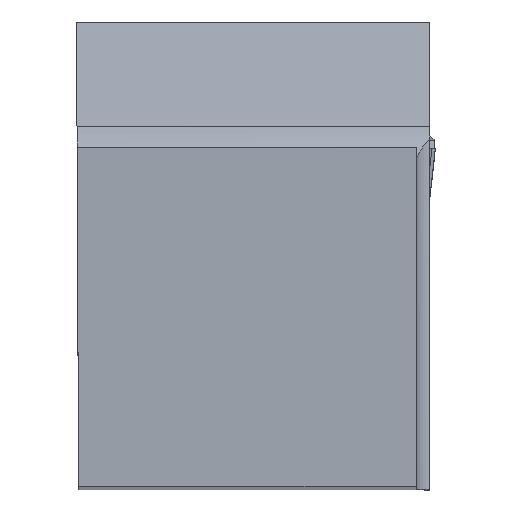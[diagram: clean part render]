
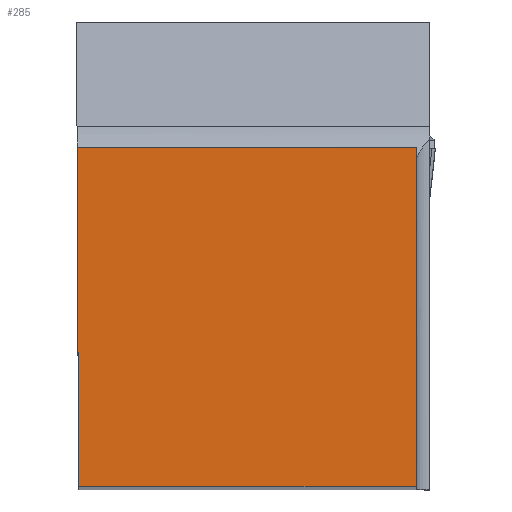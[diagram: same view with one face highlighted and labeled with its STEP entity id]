
A CAD part, top view. The second image highlights one B-rep face of the part: STEP entity #285.
In plain terms, the highlighted planar face has unit normal (0, 0, 1).
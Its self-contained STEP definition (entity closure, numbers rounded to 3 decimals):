
#285=ADVANCED_FACE('CU_BACK_SU1',(#438),#384,.F.);
#384=PLANE('',#1994);
#438=FACE_OUTER_BOUND('',#542,.T.);
#542=EDGE_LOOP('',(#772,#773,#774,#775));
#772=ORIENTED_EDGE('',*,*,#1390,.T.);
#773=ORIENTED_EDGE('',*,*,#1434,.F.);
#774=ORIENTED_EDGE('',*,*,#1405,.T.);
#775=ORIENTED_EDGE('',*,*,#1402,.T.);
#1215=VERTEX_POINT('',#2591);
#1216=VERTEX_POINT('',#2593);
#1225=VERTEX_POINT('',#2615);
#1227=VERTEX_POINT('',#2621);
#1390=EDGE_CURVE('',#1216,#1215,#1651,.T.);
#1402=EDGE_CURVE('',#1225,#1216,#1660,.T.);
#1405=EDGE_CURVE('',#1227,#1225,#1663,.T.);
#1434=EDGE_CURVE('',#1227,#1215,#1685,.T.);
#1651=LINE('',#2592,#1794);
#1660=LINE('',#2614,#1803);
#1663=LINE('',#2620,#1806);
#1685=LINE('',#2701,#1828);
#1794=VECTOR('',#2158,1.);
#1803=VECTOR('',#2175,1.);
#1806=VECTOR('',#2180,1.);
#1828=VECTOR('',#2240,1.);
#1994=AXIS2_PLACEMENT_3D('',#2702,#2241,#2242);
#2158=DIRECTION('',(1.,0.,0.));
#2175=DIRECTION('',(0.004,-1.,0.));
#2180=DIRECTION('',(-1.,0.,0.));
#2240=DIRECTION('',(0.,-1.,0.));
#2241=DIRECTION('',(0.,0.,-1.));
#2242=DIRECTION('',(0.,-1.,0.));
#2591=CARTESIAN_POINT('',(19.875,0.,0.));
#2592=CARTESIAN_POINT('',(-22.994,0.,0.));
#2593=CARTESIAN_POINT('',(0.087,0.,0.));
#2614=CARTESIAN_POINT('',(-0.088,39.975,0.));
#2615=CARTESIAN_POINT('',(0.,19.875,0.));
#2620=CARTESIAN_POINT('',(-22.994,19.875,0.));
#2621=CARTESIAN_POINT('',(19.875,19.875,0.));
#2701=CARTESIAN_POINT('',(19.875,39.875,0.));
#2702=CARTESIAN_POINT('',(-22.994,39.875,0.));
